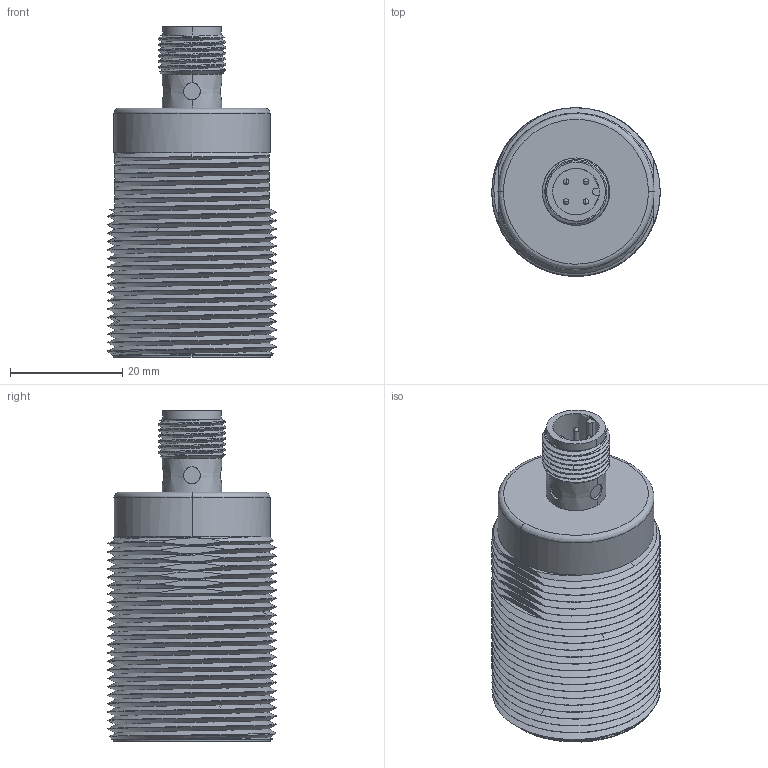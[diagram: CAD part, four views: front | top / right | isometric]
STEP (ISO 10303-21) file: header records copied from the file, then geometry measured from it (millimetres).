
FILE_DESCRIPTION( ('This file contains a STEP AP42 implementation' ,'as created by ZW3D STEP Interface translator.') ,'2;1' );
FILE_NAME( 'WCN1-3010X-XRS4.stp' ,'201026.194346', (''), ('ZWCAD Software Co.'), 'Version 1.0', 'ZW3D to STEP translator', '' );
FILE_SCHEMA(('AUTOMOTIVE_DESIGN'));
Length unit declared in the file: millimetre
Products named in the file (2): 0; OCN1-3015X-XRS4
Bounding box: 30 x 29.99 x 58.9 mm (x, y, z)
Volume: 29142.8 mm3; surface area: 9708.7 mm2
Topology: 1 solids, 1 shells, 158 faces, 425 edges, 270 vertices
Faces by surface type: bspline 158
Entity records: 13884 total; most frequent: CARTESIAN_POINT 11281, ORIENTED_EDGE 834, EDGE_CURVE 417, B_SPLINE_CURVE_WITH_KNOTS 342, VERTEX_POINT 270, EDGE_LOOP 167, FACE_OUTER_BOUND 158, ADVANCED_FACE 158
